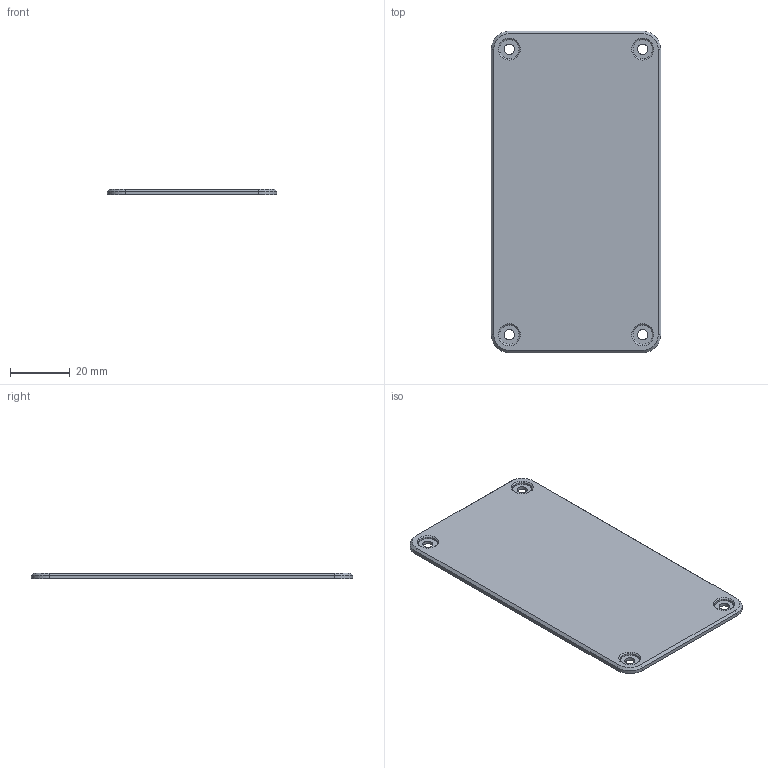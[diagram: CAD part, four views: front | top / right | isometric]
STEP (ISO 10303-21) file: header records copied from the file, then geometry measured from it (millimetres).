
FILE_DESCRIPTION(/* description */ (''),/* implementation_level */ '2;1');
FILE_NAME(/* name */ 'bc-250-fan-sleeve-adapter-dummy-plate.step',/* time_stamp */ '2026-01-15T07:06:41+02:00',/* author */ (''),/* organization */ (''),/* preprocessor_version */ 'ST-DEVELOPER v20.1',/* originating_system */ 'Autodesk Translation Framework v14.21.0.0',/* authorisation */ '');
FILE_SCHEMA (('AUTOMOTIVE_DESIGN { 1 0 10303 214 3 1 1 }'));
Length unit declared in the file: millimetre
Products named in the file (1): Dummy Plate
Bounding box: 56.45 x 107.25 x 2 mm (x, y, z)
Volume: 11769.9 mm3; surface area: 12565 mm2
Topology: 1 solids, 1 shells, 34 faces, 76 edges, 48 vertices
Faces by surface type: plane 14, cylinder 12, cone 8
Full cylindrical faces by diameter (mm): 3.4 x4, 6.5 x4
Entity records: 1008 total; most frequent: DIRECTION 182, CARTESIAN_POINT 159, ORIENTED_EDGE 152, EDGE_CURVE 76, AXIS2_PLACEMENT_3D 71, VERTEX_POINT 48, EDGE_LOOP 46, LINE 40
